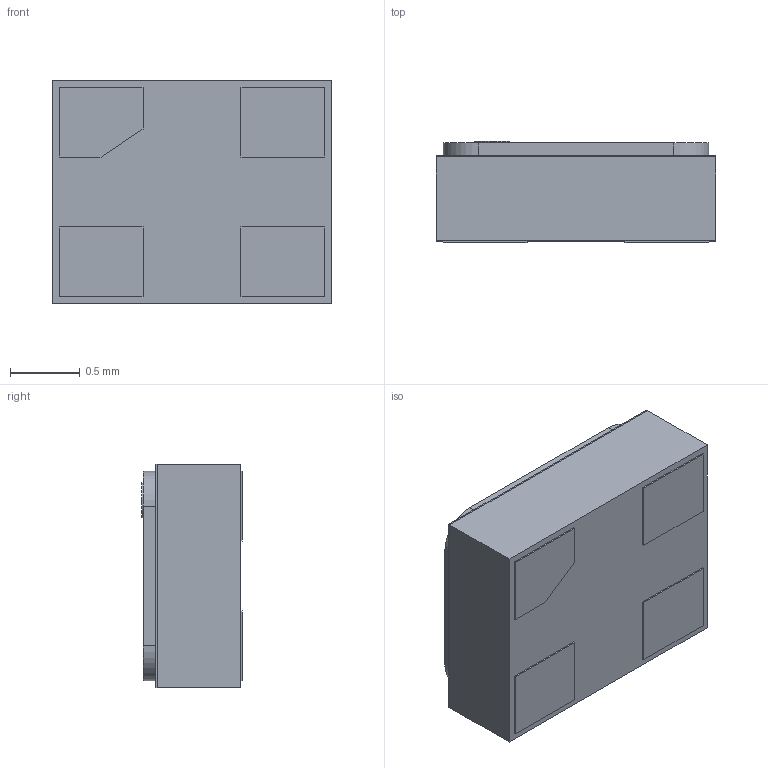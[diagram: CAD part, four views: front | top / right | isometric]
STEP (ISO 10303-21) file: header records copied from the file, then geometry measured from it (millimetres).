
FILE_DESCRIPTION(/* description */ (''),/* implementation_level */ '2;1');
FILE_NAME(/* name */ '831068248.step',/* time_stamp */ '2022-03-25T00:30:49-06:00',/* author */ (''),/* organization */ (''),/* preprocessor_version */ 'ST-DEVELOPER v18.1',/* originating_system */ 'Autodesk Translation Framework v10.13.0.1454',/* authorisation */ '');
FILE_SCHEMA (('AUTOMOTIVE_DESIGN { 1 0 10303 214 3 1 1 }'));
Length unit declared in the file: millimetre
Products named in the file (1): 831068248
Bounding box: 2 x 0.72 x 1.6 mm (x, y, z)
Volume: 2.2 mm3; surface area: 26 mm2
Topology: 8 solids, 8 shells, 50 faces, 102 edges, 68 vertices
Faces by surface type: plane 45, cylinder 5
Full cylindrical faces by diameter (mm): 0.25 x1
Entity records: 1343 total; most frequent: CARTESIAN_POINT 221, DIRECTION 214, ORIENTED_EDGE 204, EDGE_CURVE 102, LINE 92, VECTOR 92, VERTEX_POINT 68, AXIS2_PLACEMENT_3D 61
